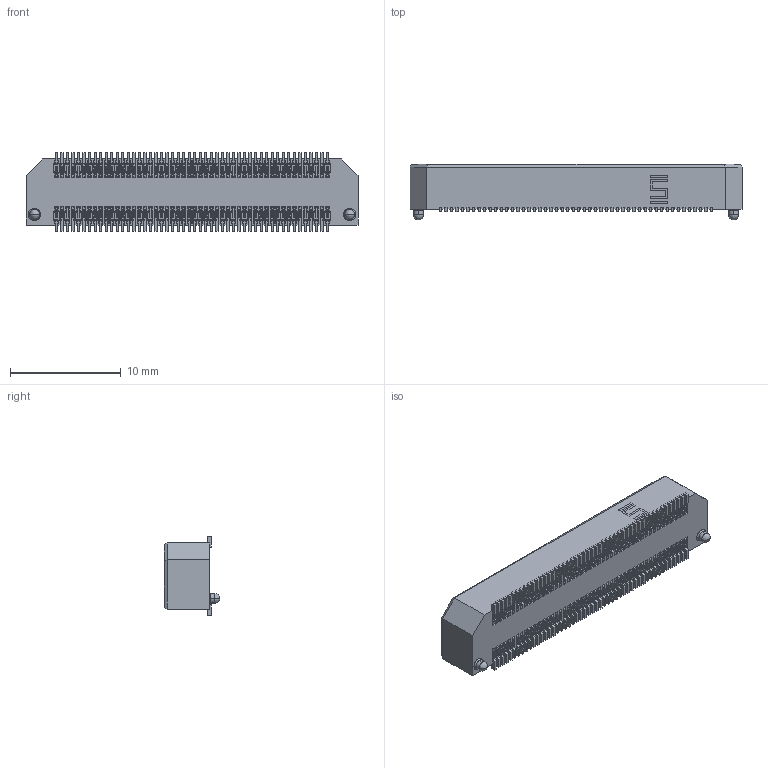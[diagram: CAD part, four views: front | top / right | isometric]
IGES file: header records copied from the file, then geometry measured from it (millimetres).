
Start section: SolidWorks IGES FILE using analytic representation for surfaces
Global section: file name: BTH-050-01-X-D-A.igs; native system: SolidWorks 2001 by SolidWorks Corporation; preprocessor: Version 5.3; author: chadf; date: 011212.162144; units: inch
Bounding box: 30 x 5.02 x 7.11 mm (x, y, z)
Surface area: 1972.2 mm2 (no closed solid volume)
Topology: 0 solids, 0 shells, 6167 faces, 36886 edges, 36882 vertices
Faces by surface type: bspline 5657, revolution 510
